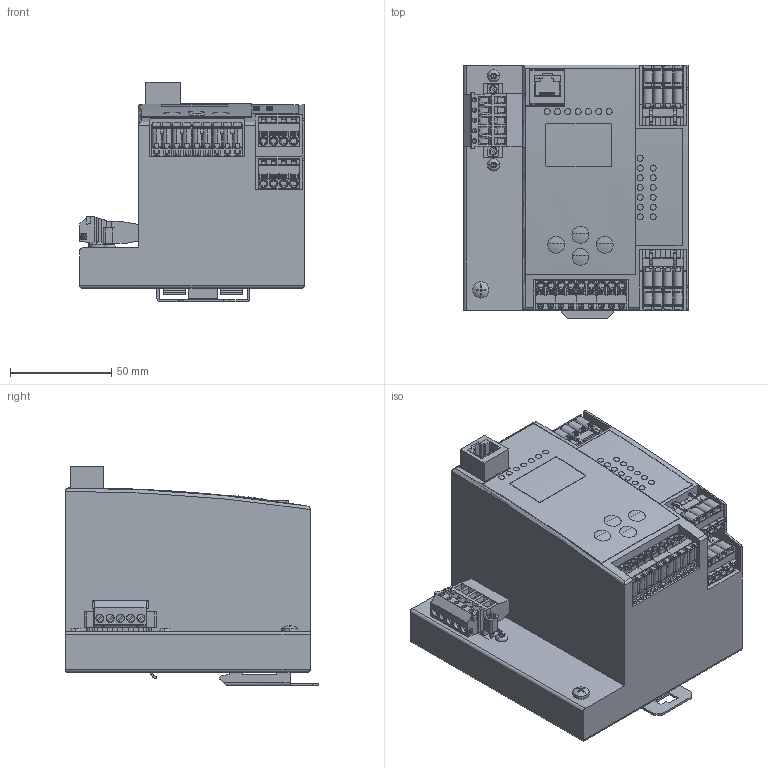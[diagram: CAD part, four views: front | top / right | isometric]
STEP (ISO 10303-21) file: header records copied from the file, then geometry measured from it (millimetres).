
FILE_DESCRIPTION((''),'2;1');
FILE_NAME('DM_CAD-2253_ASM','2016-03-15T',('Creinig-se'),(''),'PRO/ENGINEER BY PARAMETRIC TECHNOLOGY CORPORATION, 2015440','PRO/ENGINEER BY PARAMETRIC TECHNOLOGY CORPORATION, 2015440','');
FILE_SCHEMA(('CONFIG_CONTROL_DESIGN'));
Products named in the file (18): DM_CAD-2253_SW0001; DM_CAD-2252_2448; DM_CAD-2252_2449; DM_CAD-2252_2450_ASM; DM_CAD-2252_2451; DM_CAD-2252_2452_ASM; DM_CAD-2252_2453; DM_CAD-2252_2454_ASM; DM_CAD-2252_2455_ASM; DM_CAD-2252_2456_ASM; DM_CAD-2252_2460; DM_CAD-2252_2464; DM_CAD-2252_2462; DM_CAD-2252_2463; DM_CAD-2252_2465; DM_CAD-2252_2466; DM_CAD-2252_2469_SW0001; DM_CAD-2253_ASM
Assembly tree (39 placements, depth 5):
  DM_CAD-2253_ASM
    DM_CAD-2253_SW0001
    DM_CAD-2252_2456_ASM
      DM_CAD-2252_2452_ASM
        DM_CAD-2252_2448
        DM_CAD-2252_2450_ASM
          DM_CAD-2252_2449  x7
        DM_CAD-2252_2451
      DM_CAD-2252_2455_ASM
        DM_CAD-2252_2453
        DM_CAD-2252_2454_ASM
          DM_CAD-2252_2449  x13
    DM_CAD-2252_2460
    DM_CAD-2252_2464
    DM_CAD-2252_2462  x2
    DM_CAD-2252_2463
    DM_CAD-2252_2465  x3
    DM_CAD-2252_2466
    DM_CAD-2252_2469_SW0001
Bounding box: 111 x 125.29 x 108.65 mm (x, y, z)
Volume: 930817.4 mm3; surface area: 111647.2 mm2
Topology: 36 solids, 59 shells, 3898 faces, 10410 edges, 6758 vertices
Faces by surface type: plane 2434, cylinder 1141, extrusion 140, cone 103, torus 57, sphere 17, bspline 6
Entity records: 128179 total; most frequent: CARTESIAN_POINT 24356, ORIENTED_EDGE 17064, DIRECTION 16357, EDGE_CURVE 8532, VECTOR 6093, LINE 5953, VERTEX_POINT 5555, AXIS2_PLACEMENT_3D 5132
